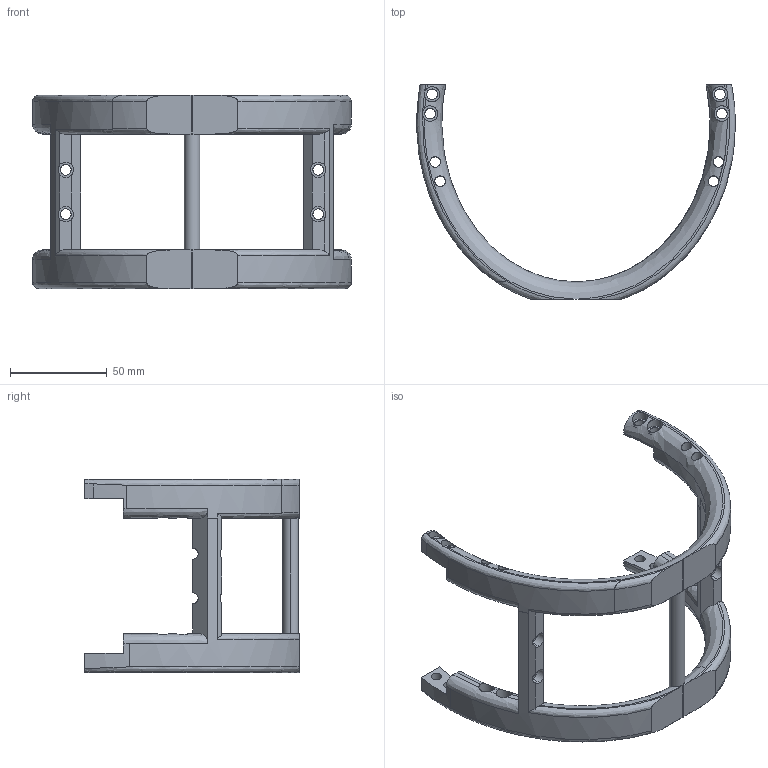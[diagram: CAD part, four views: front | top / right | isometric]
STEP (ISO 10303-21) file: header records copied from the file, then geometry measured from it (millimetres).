
FILE_DESCRIPTION (( 'STEP AP203' ), '1' );
FILE_NAME ('cage_bottom.STEP', '2023-10-27T13:40:17', ( 'Neurobiology' ), ( '' ), 'SwSTEP 2.0', 'SolidWorks 2021', '' );
FILE_SCHEMA (( 'CONFIG_CONTROL_DESIGN' ));
Length unit declared in the file: millimetre
Products named in the file (1): cage_bottom
Bounding box: 165 x 111 x 100 mm (x, y, z)
Volume: 130495.8 mm3; surface area: 44415.8 mm2
Topology: 1 solids, 1 shells, 208 faces, 622 edges, 410 vertices
Faces by surface type: cylinder 84, plane 83, bspline 41
Entity records: 12285 total; most frequent: CARTESIAN_POINT 7093, ORIENTED_EDGE 1244, DIRECTION 846, EDGE_CURVE 622, VERTEX_POINT 410, AXIS2_PLACEMENT_3D 328, EDGE_LOOP 246, B_SPLINE_CURVE_WITH_KNOTS 246
